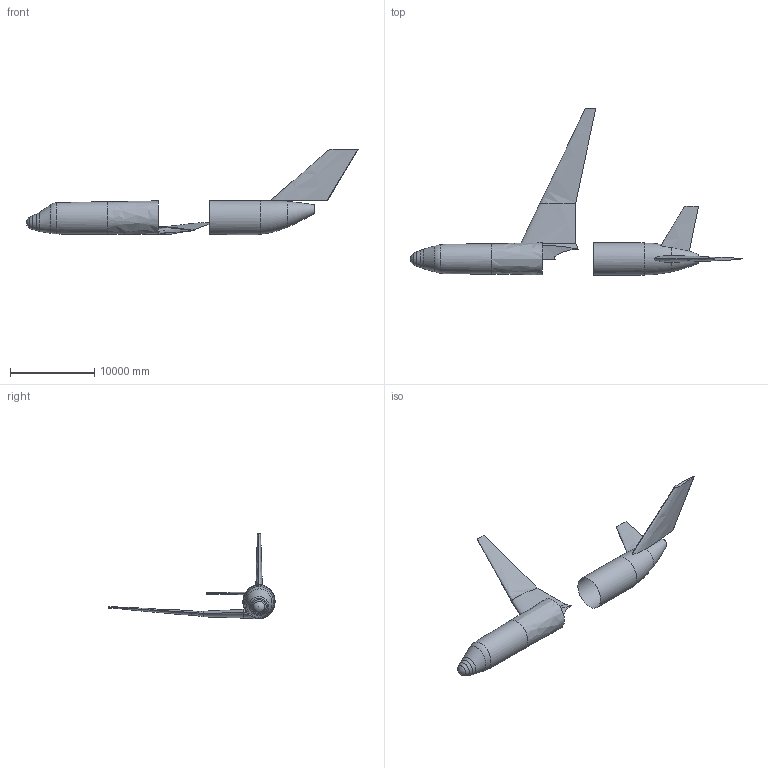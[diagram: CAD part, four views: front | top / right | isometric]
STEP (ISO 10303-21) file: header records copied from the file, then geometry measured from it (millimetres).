
FILE_DESCRIPTION(('Open CASCADE Model'),'2;1');
FILE_NAME('Open CASCADE Shape Model','2022-05-30T11:25:45',('Author'),( 'Open CASCADE'),'Open CASCADE STEP processor 7.4','Open CASCADE 7.4' ,'Unknown');
FILE_SCHEMA(('AUTOMOTIVE_DESIGN { 1 0 10303 214 1 1 1 1 }'));
Length unit declared in the file: metre
Products named in the file (8): D150Fuselage1ID; Open CASCADE STEP translator 7.4 149.1; Open CASCADE STEP translator 7.4 149.2; D150_HTP_1ID; D150_VTP_1ID; D150_wing_1ID; INTD150Fuselage1IDD150_HTP_1ID; INTD150Fuselage1IDD150_wing_1ID
Assembly tree (2 placements, depth 2):
  D150Fuselage1ID
    Open CASCADE STEP translator 7.4 149.1
    Open CASCADE STEP translator 7.4 149.2
  D150_HTP_1ID
  D150_VTP_1ID
  D150_wing_1ID
  INTD150Fuselage1IDD150_HTP_1ID
Bounding box: 39455.41 x 19764.43 x 10183.31 mm (x, y, z)
Surface area: 527747367.4 mm2 (no closed solid volume)
Topology: 0 solids, 5 shells, 28 faces, 79 edges, 65 vertices
Faces by surface type: bspline 22, plane 6
Entity records: 12113 total; most frequent: CARTESIAN_POINT 10961, ORIENTED_EDGE 116, PCURVE 116, DEFINITIONAL_REPRESENTATION 116, DIRECTION 107, B_SPLINE_CURVE_WITH_KNOTS 105, LINE 89, VECTOR 89
